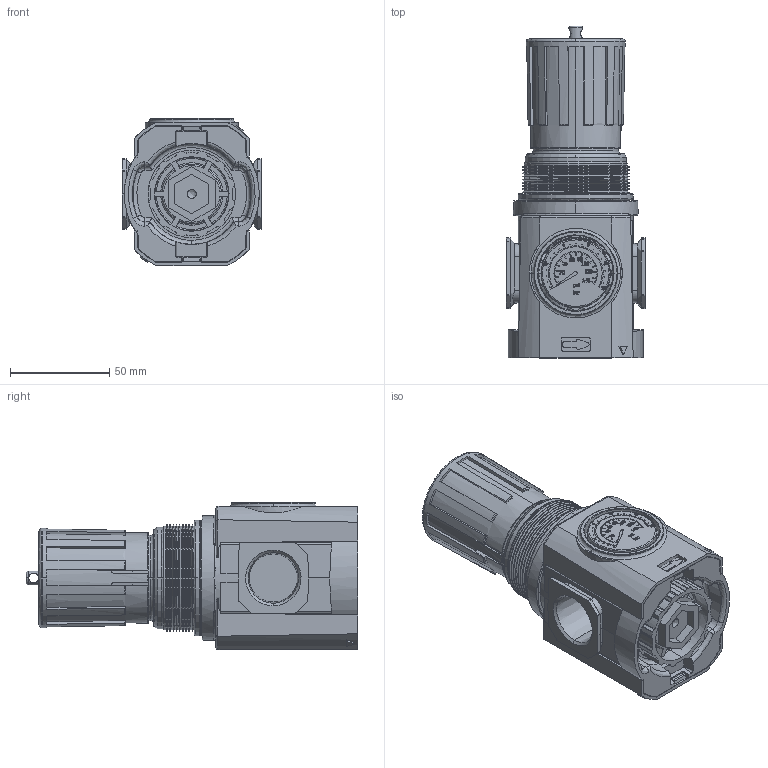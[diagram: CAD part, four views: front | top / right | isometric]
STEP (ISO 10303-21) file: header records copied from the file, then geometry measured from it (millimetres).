
FILE_DESCRIPTION (( 'STEP AP203' ), '1' );
FILE_NAME ('R84G-6AK-RMG.step', '2021-09-07T17:34:27', ( '' ), ( '' ), 'SwSTEP 2.0', 'SolidWorks 2021', '' );
FILE_SCHEMA (( 'CONFIG_CONTROL_DESIGN' ));
Length unit declared in the file: inch
Products named in the file (1): R84G-6AK-RMG
Bounding box: 70.25 x 167.05 x 74 mm (x, y, z)
Volume: 455079.8 mm3; surface area: 112945.2 mm2
Topology: 6 solids, 6 shells, 2246 faces, 6113 edges, 3994 vertices
Faces by surface type: cylinder 1065, plane 789, bspline 202, cone 190
Entity records: 80980 total; most frequent: CARTESIAN_POINT 24737, ORIENTED_EDGE 12226, DIRECTION 11623, EDGE_CURVE 6113, AXIS2_PLACEMENT_3D 4371, VERTEX_POINT 3994, VECTOR 2881, LINE 2881
